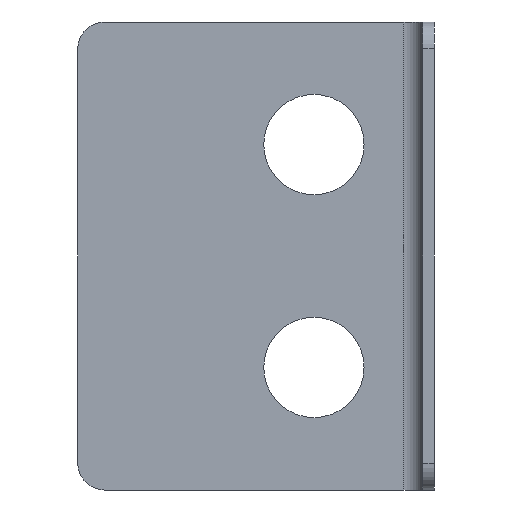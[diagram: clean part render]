
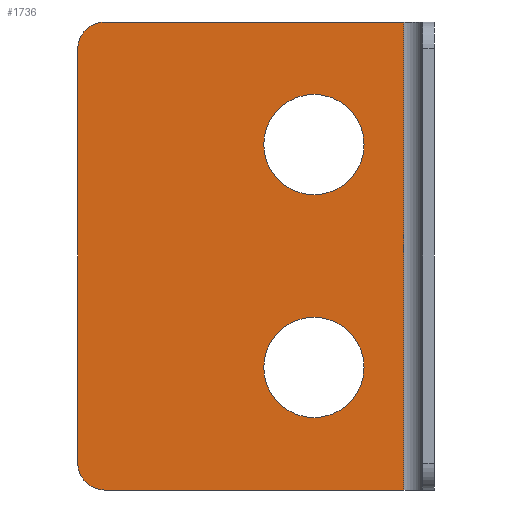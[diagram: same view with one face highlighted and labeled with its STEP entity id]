
A CAD part, front view. The second image highlights one B-rep face of the part: STEP entity #1736.
In plain terms, the highlighted planar face has unit normal (0, -1, 0).
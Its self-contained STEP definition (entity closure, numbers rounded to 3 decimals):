
#585=DIRECTION('',(0.,0.,-1.));
#586=VECTOR('',#585,105.);
#587=CARTESIAN_POINT('',(-6.8,37.4,52.5));
#588=LINE('',#587,#586);
#603=CARTESIAN_POINT('',(-74.,37.4,46.5));
#604=DIRECTION('',(0.,-1.,0.));
#605=DIRECTION('',(0.,0.,1.));
#606=AXIS2_PLACEMENT_3D('',#603,#604,#605);
#608=DIRECTION('',(1.,0.,0.));
#609=VECTOR('',#608,67.2);
#610=CARTESIAN_POINT('',(-74.,37.4,52.5));
#611=LINE('',#610,#609);
#612=DIRECTION('',(-1.,0.,0.));
#613=VECTOR('',#612,67.2);
#614=CARTESIAN_POINT('',(-6.8,37.4,-52.5));
#615=LINE('',#614,#613);
#616=CARTESIAN_POINT('',(-74.,37.4,-46.5));
#617=DIRECTION('',(0.,-1.,0.));
#618=DIRECTION('',(-1.,0.,0.));
#619=AXIS2_PLACEMENT_3D('',#616,#617,#618);
#621=DIRECTION('',(0.,0.,1.));
#622=VECTOR('',#621,93.);
#623=CARTESIAN_POINT('',(-80.,37.4,-46.5));
#624=LINE('',#623,#622);
#625=CARTESIAN_POINT('',(-27.,37.4,-25.));
#626=DIRECTION('',(0.,1.,0.));
#627=DIRECTION('',(0.,0.,-1.));
#628=AXIS2_PLACEMENT_3D('',#625,#626,#627);
#630=CARTESIAN_POINT('',(-27.,37.4,-25.));
#631=DIRECTION('',(0.,1.,0.));
#632=DIRECTION('',(0.,0.,1.));
#633=AXIS2_PLACEMENT_3D('',#630,#631,#632);
#635=CARTESIAN_POINT('',(-27.,37.4,25.));
#636=DIRECTION('',(0.,1.,0.));
#637=DIRECTION('',(0.,0.,-1.));
#638=AXIS2_PLACEMENT_3D('',#635,#636,#637);
#640=CARTESIAN_POINT('',(-27.,37.4,25.));
#641=DIRECTION('',(0.,1.,0.));
#642=DIRECTION('',(0.,0.,1.));
#643=AXIS2_PLACEMENT_3D('',#640,#641,#642);
#681=CARTESIAN_POINT('',(-6.8,37.4,52.5));
#682=CARTESIAN_POINT('',(-6.8,37.4,-52.5));
#683=VERTEX_POINT('',#681);
#684=VERTEX_POINT('',#682);
#845=CARTESIAN_POINT('',(-74.,37.4,52.5));
#846=VERTEX_POINT('',#845);
#847=CARTESIAN_POINT('',(-80.,37.4,46.5));
#848=VERTEX_POINT('',#847);
#851=CARTESIAN_POINT('',(-80.,37.4,-46.5));
#852=VERTEX_POINT('',#851);
#855=CARTESIAN_POINT('',(-74.,37.4,-52.5));
#856=VERTEX_POINT('',#855);
#865=CARTESIAN_POINT('',(-27.,37.4,13.75));
#866=CARTESIAN_POINT('',(-27.,37.4,36.25));
#867=VERTEX_POINT('',#865);
#868=VERTEX_POINT('',#866);
#869=CARTESIAN_POINT('',(-27.,37.4,-36.25));
#870=CARTESIAN_POINT('',(-27.,37.4,-13.75));
#871=VERTEX_POINT('',#869);
#872=VERTEX_POINT('',#870);
#1708=CARTESIAN_POINT('',(0.,37.4,-52.5));
#1709=DIRECTION('',(0.,1.,0.));
#1710=DIRECTION('',(0.,0.,-1.));
#1711=AXIS2_PLACEMENT_3D('',#1708,#1709,#1710);
#1712=PLANE('',#1711);
#1713=ORIENTED_EDGE('',*,*,#1648,.F.);
#1714=ORIENTED_EDGE('',*,*,#1664,.T.);
#1715=ORIENTED_EDGE('',*,*,#1700,.T.);
#1717=ORIENTED_EDGE('',*,*,#1716,.T.);
#1719=ORIENTED_EDGE('',*,*,#1718,.F.);
#1721=ORIENTED_EDGE('',*,*,#1720,.T.);
#1722=EDGE_LOOP('',(#1713,#1714,#1715,#1717,#1719,#1721));
#1723=FACE_OUTER_BOUND('',#1722,.F.);
#1725=ORIENTED_EDGE('',*,*,#1724,.F.);
#1727=ORIENTED_EDGE('',*,*,#1726,.F.);
#1728=EDGE_LOOP('',(#1725,#1727));
#1729=FACE_BOUND('',#1728,.F.);
#1731=ORIENTED_EDGE('',*,*,#1730,.F.);
#1733=ORIENTED_EDGE('',*,*,#1732,.F.);
#1734=EDGE_LOOP('',(#1731,#1733));
#1735=FACE_BOUND('',#1734,.F.);
#1736=ADVANCED_FACE('',(#1723,#1729,#1735),#1712,.F.);
#607=CIRCLE('',#606,6.);
#620=CIRCLE('',#619,6.);
#629=CIRCLE('',#628,11.25);
#634=CIRCLE('',#633,11.25);
#639=CIRCLE('',#638,11.25);
#644=CIRCLE('',#643,11.25);
#1648=EDGE_CURVE('',#846,#848,#607,.T.);
#1664=EDGE_CURVE('',#846,#683,#611,.T.);
#1700=EDGE_CURVE('',#683,#684,#588,.T.);
#1716=EDGE_CURVE('',#684,#856,#615,.T.);
#1718=EDGE_CURVE('',#852,#856,#620,.T.);
#1720=EDGE_CURVE('',#852,#848,#624,.T.);
#1724=EDGE_CURVE('',#871,#872,#629,.T.);
#1726=EDGE_CURVE('',#872,#871,#634,.T.);
#1730=EDGE_CURVE('',#867,#868,#639,.T.);
#1732=EDGE_CURVE('',#868,#867,#644,.T.);
